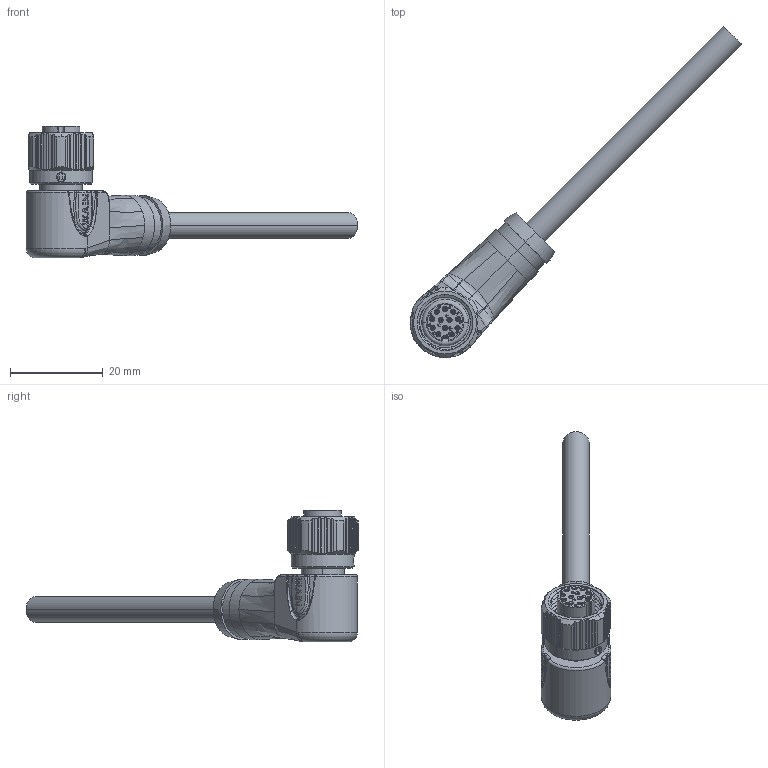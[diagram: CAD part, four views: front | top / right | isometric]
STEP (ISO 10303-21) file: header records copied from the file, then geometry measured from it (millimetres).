
FILE_DESCRIPTION((''),'2;1');
FILE_NAME('ASM0001_SW0001','2023-09-06T',('p.yu'),(''),'PRO/ENGINEER BY PARAMETRIC TECHNOLOGY CORPORATION, 2012480','PRO/ENGINEER BY PARAMETRIC TECHNOLOGY CORPORATION, 2012480','');
FILE_SCHEMA(('CONFIG_CONTROL_DESIGN'));
Length unit declared in the file: millimetre
Products named in the file (1): ASM0001_SW0001
Bounding box: 71.34 x 71.45 x 28.4 mm (x, y, z)
Volume: 8405.5 mm3; surface area: 5232.7 mm2
Topology: 1 solids, 1 shells, 1080 faces, 2976 edges, 1907 vertices
Faces by surface type: plane 395, extrusion 216, cone 178, cylinder 159, bspline 84, torus 44, sphere 4
Entity records: 46070 total; most frequent: CARTESIAN_POINT 20825, ORIENTED_EDGE 5896, DIRECTION 4135, EDGE_CURVE 2948, VERTEX_POINT 1907, B_SPLINE_CURVE_WITH_KNOTS 1443, AXIS2_PLACEMENT_3D 1418, VECTOR 1299
